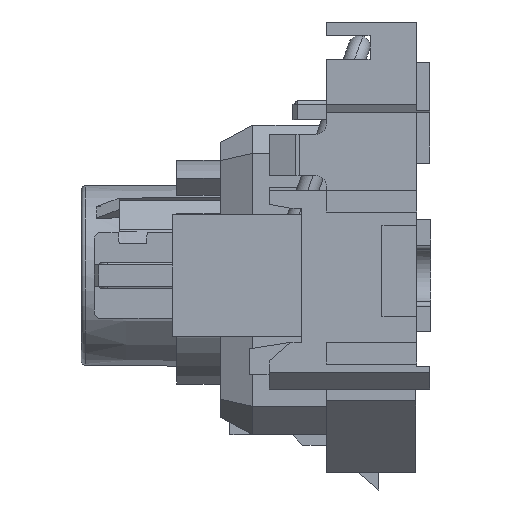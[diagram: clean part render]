
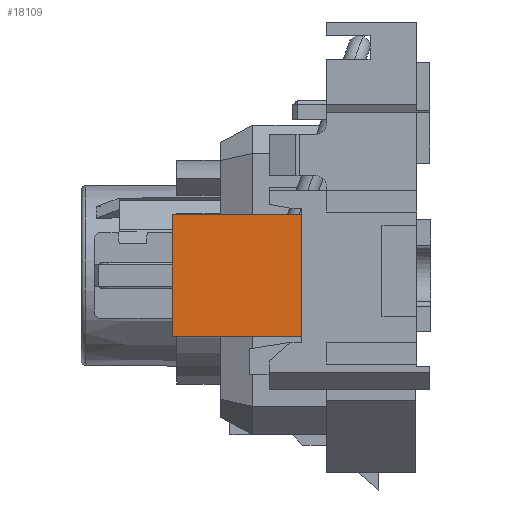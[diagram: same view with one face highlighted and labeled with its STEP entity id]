
A CAD part, left-side view. The second image highlights one B-rep face of the part: STEP entity #18109.
In plain terms, the highlighted planar face has unit normal (-1, 0, 0).
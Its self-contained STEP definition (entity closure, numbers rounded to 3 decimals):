
#137 = VERTEX_POINT ( 'NONE', #17186 ) ;
#707 = EDGE_CURVE ( 'NONE', #5354, #5209, #18028, .T. ) ;
#953 = ORIENTED_EDGE ( 'NONE', *, *, #14558, .T. ) ;
#984 = VERTEX_POINT ( 'NONE', #4058 ) ;
#1312 = EDGE_LOOP ( 'NONE', ( #953, #17031, #8070, #4905, #17523, #1791, #18489, #18224, #11201, #2032 ) ) ;
#1667 = CARTESIAN_POINT ( 'NONE',  ( -2.9, -5.05, 0. ) ) ;
#1791 = ORIENTED_EDGE ( 'NONE', *, *, #10721, .T. ) ;
#1794 = DIRECTION ( 'NONE',  ( 0., 1., 0. ) ) ;
#1856 = VECTOR ( 'NONE', #18782, 1000. ) ;
#2032 = ORIENTED_EDGE ( 'NONE', *, *, #707, .F. ) ;
#2073 = EDGE_CURVE ( 'NONE', #4909, #15780, #8870, .T. ) ;
#2162 = CARTESIAN_POINT ( 'NONE',  ( -2.9, -4.6, -4.6 ) ) ;
#2207 = AXIS2_PLACEMENT_3D ( 'NONE', #16409, #21695, #4251 ) ;
#2215 = CARTESIAN_POINT ( 'NONE',  ( -2.9, -5.05, 2.8 ) ) ;
#2613 = VERTEX_POINT ( 'NONE', #2215 ) ;
#2691 = LINE ( 'NONE', #1667, #6843 ) ;
#2702 = CARTESIAN_POINT ( 'NONE',  ( -2.9, 1., -2.8 ) ) ;
#2736 = DIRECTION ( 'NONE',  ( 0., 0., 1. ) ) ;
#3329 = CARTESIAN_POINT ( 'NONE',  ( -2.9, -5.05, 0. ) ) ;
#3347 = VECTOR ( 'NONE', #6994, 1000. ) ;
#3542 = LINE ( 'NONE', #10393, #15611 ) ;
#4021 = CARTESIAN_POINT ( 'NONE',  ( -2.9, -5.05, -2.8 ) ) ;
#4058 = CARTESIAN_POINT ( 'NONE',  ( -2.9, -6.4, 2.8 ) ) ;
#4251 = DIRECTION ( 'NONE',  ( 0., 0., -1. ) ) ;
#4511 = DIRECTION ( 'NONE',  ( 0., 1., 0. ) ) ;
#4905 = ORIENTED_EDGE ( 'NONE', *, *, #20401, .F. ) ;
#4909 = VERTEX_POINT ( 'NONE', #21002 ) ;
#5209 = VERTEX_POINT ( 'NONE', #7495 ) ;
#5354 = VERTEX_POINT ( 'NONE', #8499 ) ;
#5674 = VECTOR ( 'NONE', #4511, 1000. ) ;
#6108 = CARTESIAN_POINT ( 'NONE',  ( -2.9, 1., 2.8 ) ) ;
#6843 = VECTOR ( 'NONE', #18538, 1000. ) ;
#6960 = CARTESIAN_POINT ( 'NONE',  ( -2.9, 1., 2.8 ) ) ;
#6994 = DIRECTION ( 'NONE',  ( 0., 0.707, -0.707 ) ) ;
#7339 = EDGE_CURVE ( 'NONE', #15632, #137, #20272, .T. ) ;
#7495 = CARTESIAN_POINT ( 'NONE',  ( -2.9, 1., 2.8 ) ) ;
#7739 = VECTOR ( 'NONE', #1794, 1000. ) ;
#7967 = PLANE ( 'NONE',  #2207 ) ;
#8070 = ORIENTED_EDGE ( 'NONE', *, *, #2073, .F. ) ;
#8499 = CARTESIAN_POINT ( 'NONE',  ( -2.9, 1., -2.8 ) ) ;
#8621 = VECTOR ( 'NONE', #11232, 1000. ) ;
#8636 = CARTESIAN_POINT ( 'NONE',  ( -2.9, -5.05, -3.6 ) ) ;
#8870 = LINE ( 'NONE', #18890, #7739 ) ;
#8904 = LINE ( 'NONE', #2162, #3347 ) ;
#9106 = CARTESIAN_POINT ( 'NONE',  ( -2.9, -5.6, 3.6 ) ) ;
#9552 = DIRECTION ( 'NONE',  ( 0., -1., 0. ) ) ;
#10065 = LINE ( 'NONE', #3329, #8621 ) ;
#10393 = CARTESIAN_POINT ( 'NONE',  ( -2.9, -6.4, 2.8 ) ) ;
#10721 = EDGE_CURVE ( 'NONE', #984, #15632, #14756, .T. ) ;
#11082 = VECTOR ( 'NONE', #9552, 1000. ) ;
#11201 = ORIENTED_EDGE ( 'NONE', *, *, #12525, .F. ) ;
#11232 = DIRECTION ( 'NONE',  ( 0., 0., 1. ) ) ;
#12481 = VECTOR ( 'NONE', #2736, 1000. ) ;
#12525 = EDGE_CURVE ( 'NONE', #5209, #2613, #20369, .T. ) ;
#12857 = EDGE_CURVE ( 'NONE', #15780, #21876, #2691, .T. ) ;
#13060 = CARTESIAN_POINT ( 'NONE',  ( -2.9, -4.6, 4.6 ) ) ;
#13168 = DIRECTION ( 'NONE',  ( 0., 0.707, 0.707 ) ) ;
#14558 = EDGE_CURVE ( 'NONE', #5354, #21876, #21478, .T. ) ;
#14756 = LINE ( 'NONE', #13060, #21667 ) ;
#15063 = CARTESIAN_POINT ( 'NONE',  ( -2.9, -6.4, -2.8 ) ) ;
#15611 = VECTOR ( 'NONE', #17269, 1000. ) ;
#15632 = VERTEX_POINT ( 'NONE', #9106 ) ;
#15780 = VERTEX_POINT ( 'NONE', #8636 ) ;
#16409 = CARTESIAN_POINT ( 'NONE',  ( -2.9, 1., 2.8 ) ) ;
#17031 = ORIENTED_EDGE ( 'NONE', *, *, #12857, .F. ) ;
#17186 = CARTESIAN_POINT ( 'NONE',  ( -2.9, -5.05, 3.6 ) ) ;
#17269 = DIRECTION ( 'NONE',  ( 0., 0., -1. ) ) ;
#17523 = ORIENTED_EDGE ( 'NONE', *, *, #22252, .F. ) ;
#17981 = FACE_OUTER_BOUND ( 'NONE', #1312, .T. ) ;
#18028 = LINE ( 'NONE', #6108, #12481 ) ;
#18109 = ADVANCED_FACE ( 'NONE', ( #17981 ), #7967, .F. ) ;
#18224 = ORIENTED_EDGE ( 'NONE', *, *, #19844, .F. ) ;
#18489 = ORIENTED_EDGE ( 'NONE', *, *, #7339, .T. ) ;
#18538 = DIRECTION ( 'NONE',  ( 0., 0., 1. ) ) ;
#18782 = DIRECTION ( 'NONE',  ( 0., -1., 0. ) ) ;
#18890 = CARTESIAN_POINT ( 'NONE',  ( -2.9, 0., -3.6 ) ) ;
#19460 = VERTEX_POINT ( 'NONE', #15063 ) ;
#19844 = EDGE_CURVE ( 'NONE', #2613, #137, #10065, .T. ) ;
#19930 = CARTESIAN_POINT ( 'NONE',  ( -2.9, 0., 3.6 ) ) ;
#20272 = LINE ( 'NONE', #19930, #5674 ) ;
#20369 = LINE ( 'NONE', #6960, #1856 ) ;
#20401 = EDGE_CURVE ( 'NONE', #19460, #4909, #8904, .T. ) ;
#21002 = CARTESIAN_POINT ( 'NONE',  ( -2.9, -5.6, -3.6 ) ) ;
#21478 = LINE ( 'NONE', #2702, #11082 ) ;
#21667 = VECTOR ( 'NONE', #13168, 1000. ) ;
#21695 = DIRECTION ( 'NONE',  ( 1., 0., 0. ) ) ;
#21876 = VERTEX_POINT ( 'NONE', #4021 ) ;
#22252 = EDGE_CURVE ( 'NONE', #984, #19460, #3542, .T. ) ;
